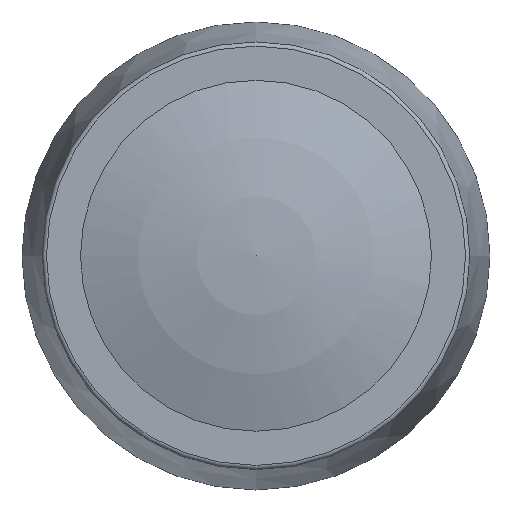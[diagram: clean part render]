
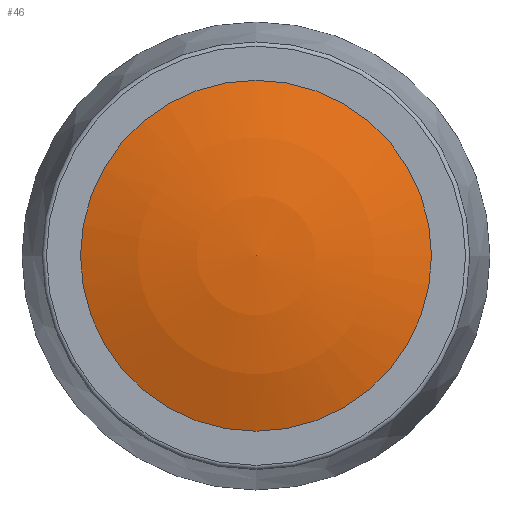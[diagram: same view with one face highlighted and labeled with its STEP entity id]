
A CAD part, top view. The second image highlights one B-rep face of the part: STEP entity #46.
In plain terms, the highlighted spherical face has radius 25 mm.
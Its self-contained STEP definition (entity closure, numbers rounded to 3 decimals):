
#46 = ADVANCED_FACE( '', ( #99 ), #100, .T. );
#99 = FACE_OUTER_BOUND( '', #161, .T. );
#100 = SPHERICAL_SURFACE( '', #162, 25. );
#161 = EDGE_LOOP( '', ( #225 ) );
#162 = AXIS2_PLACEMENT_3D( '', #226, #227, #228 );
#225 = ORIENTED_EDGE( '', *, *, #295, .T. );
#226 = CARTESIAN_POINT( '', ( 0., 0., -11. ) );
#227 = DIRECTION( '', ( 0., 0., 1. ) );
#228 = DIRECTION( '', ( 0., 1., 0. ) );
#295 = EDGE_CURVE( '', #330, #330, #331, .T. );
#330 = VERTEX_POINT( '', #370 );
#331 = CIRCLE( '', #371, 8.249 );
#370 = CARTESIAN_POINT( '', ( 8.249, 0., 12.6 ) );
#371 = AXIS2_PLACEMENT_3D( '', #412, #413, #414 );
#412 = CARTESIAN_POINT( '', ( 0., 0., 12.6 ) );
#413 = DIRECTION( '', ( 0., 0., 1. ) );
#414 = DIRECTION( '', ( 1., 0., 0. ) );
